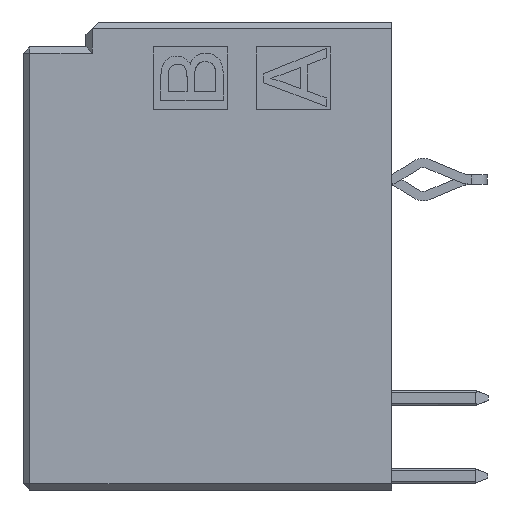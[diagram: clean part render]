
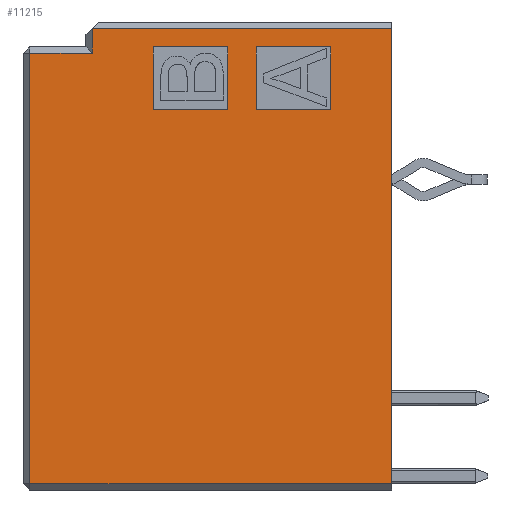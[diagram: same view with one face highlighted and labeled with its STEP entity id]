
A CAD part, left-side view. The second image highlights one B-rep face of the part: STEP entity #11215.
In plain terms, the highlighted planar face has unit normal (-1, 0, 0).
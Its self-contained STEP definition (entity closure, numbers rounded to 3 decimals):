
#616=CARTESIAN_POINT('',(-26.306,-1.473,8.704));
#617=VERTEX_POINT('',#616);
#646=CARTESIAN_POINT('',(-26.306,-3.473,9.504));
#647=VERTEX_POINT('',#646);
#655=CARTESIAN_POINT('',(-26.306,-3.473,8.704));
#656=VERTEX_POINT('',#655);
#663=CARTESIAN_POINT('',(-26.306,-3.473,8.704));
#664=DIRECTION('',(0.,0.,1.));
#665=VECTOR('',#664,0.8);
#666=LINE('',#663,#665);
#667=EDGE_CURVE('',#656,#647,#666,.T.);
#801=CARTESIAN_POINT('',(-26.306,-7.823,6.904));
#802=VERTEX_POINT('',#801);
#803=CARTESIAN_POINT('',(-26.306,-7.823,8.904));
#804=VERTEX_POINT('',#803);
#805=CARTESIAN_POINT('',(-26.306,-7.823,6.904));
#806=DIRECTION('',(0.,0.,1.));
#807=VECTOR('',#806,2.);
#808=LINE('',#805,#807);
#809=EDGE_CURVE('',#802,#804,#808,.T.);
#841=CARTESIAN_POINT('',(-26.306,-8.723,8.904));
#842=VERTEX_POINT('',#841);
#843=CARTESIAN_POINT('',(-26.306,-8.723,6.904));
#844=VERTEX_POINT('',#843);
#845=CARTESIAN_POINT('',(-26.306,-8.723,8.904));
#846=DIRECTION('',(0.,0.,-1.));
#847=VECTOR('',#846,2.);
#848=LINE('',#845,#847);
#849=EDGE_CURVE('',#842,#844,#848,.T.);
#881=CARTESIAN_POINT('',(-26.306,-11.123,6.904));
#882=VERTEX_POINT('',#881);
#883=CARTESIAN_POINT('',(-26.306,-11.123,8.904));
#884=VERTEX_POINT('',#883);
#885=CARTESIAN_POINT('',(-26.306,-11.123,6.904));
#886=DIRECTION('',(0.,0.,1.));
#887=VECTOR('',#886,2.);
#888=LINE('',#885,#887);
#889=EDGE_CURVE('',#882,#884,#888,.T.);
#923=CARTESIAN_POINT('',(-26.306,-1.473,-5.096));
#924=VERTEX_POINT('',#923);
#1548=CARTESIAN_POINT('',(-26.306,-1.473,8.704));
#1549=DIRECTION('',(0.,-1.,0.));
#1550=VECTOR('',#1549,2.);
#1551=LINE('',#1548,#1550);
#1552=EDGE_CURVE('',#617,#656,#1551,.T.);
#7743=CARTESIAN_POINT('',(-26.306,-5.423,8.904));
#7744=VERTEX_POINT('',#7743);
#7751=CARTESIAN_POINT('',(-26.306,-5.423,6.904));
#7752=VERTEX_POINT('',#7751);
#7753=CARTESIAN_POINT('',(-26.306,-5.423,8.904));
#7754=DIRECTION('',(0.,0.,-1.));
#7755=VECTOR('',#7754,2.);
#7756=LINE('',#7753,#7755);
#7757=EDGE_CURVE('',#7744,#7752,#7756,.T.);
#7789=CARTESIAN_POINT('',(-26.306,-8.723,6.904));
#7790=DIRECTION('',(0.,-1.,0.));
#7791=VECTOR('',#7790,2.4);
#7792=LINE('',#7789,#7791);
#7793=EDGE_CURVE('',#844,#882,#7792,.T.);
#7804=CARTESIAN_POINT('',(-26.306,-11.123,8.904));
#7805=DIRECTION('',(0.,1.,0.));
#7806=VECTOR('',#7805,2.4);
#7807=LINE('',#7804,#7806);
#7808=EDGE_CURVE('',#884,#842,#7807,.T.);
#7926=CARTESIAN_POINT('',(-26.306,-5.423,6.904));
#7927=DIRECTION('',(0.,-1.,0.));
#7928=VECTOR('',#7927,2.4);
#7929=LINE('',#7926,#7928);
#7930=EDGE_CURVE('',#7752,#802,#7929,.T.);
#7948=CARTESIAN_POINT('',(-26.306,-7.823,8.904));
#7949=DIRECTION('',(0.,1.,0.));
#7950=VECTOR('',#7949,2.4);
#7951=LINE('',#7948,#7950);
#7952=EDGE_CURVE('',#804,#7744,#7951,.T.);
#8032=CARTESIAN_POINT('',(-26.306,-1.473,-5.096));
#8033=DIRECTION('',(0.,0.,1.));
#8034=VECTOR('',#8033,13.8);
#8035=LINE('',#8032,#8034);
#8036=EDGE_CURVE('',#924,#617,#8035,.T.);
#8840=CARTESIAN_POINT('',(-26.306,-13.073,-5.096));
#8841=VERTEX_POINT('',#8840);
#8848=CARTESIAN_POINT('',(-26.306,-13.073,-5.096));
#8849=DIRECTION('',(0.,1.,0.));
#8850=VECTOR('',#8849,11.6);
#8851=LINE('',#8848,#8850);
#8852=EDGE_CURVE('',#8841,#924,#8851,.T.);
#11160=CARTESIAN_POINT('',(-26.306,-13.073,9.504));
#11161=VERTEX_POINT('',#11160);
#11162=CARTESIAN_POINT('',(-26.306,-3.473,9.504));
#11163=DIRECTION('',(0.,-1.,0.));
#11164=VECTOR('',#11163,9.6);
#11165=LINE('',#11162,#11164);
#11166=EDGE_CURVE('',#647,#11161,#11165,.T.);
#11185=CARTESIAN_POINT('',(-26.306,-9.585,4.866));
#11186=DIRECTION('',(0.,-1.,0.));
#11187=DIRECTION('',(-1.,0.,0.));
#11188=AXIS2_PLACEMENT_3D('',#11185,#11187,#11186);
#11189=PLANE('',#11188);
#11190=ORIENTED_EDGE('',*,*,#1552,.F.);
#11191=ORIENTED_EDGE('',*,*,#8036,.F.);
#11192=ORIENTED_EDGE('',*,*,#8852,.F.);
#11193=CARTESIAN_POINT('',(-26.306,-13.073,-5.096));
#11194=DIRECTION('',(0.,0.,1.));
#11195=VECTOR('',#11194,14.6);
#11196=LINE('',#11193,#11195);
#11197=EDGE_CURVE('',#8841,#11161,#11196,.T.);
#11198=ORIENTED_EDGE('',*,*,#11197,.T.);
#11199=ORIENTED_EDGE('',*,*,#11166,.F.);
#11200=ORIENTED_EDGE('',*,*,#667,.F.);
#11201=EDGE_LOOP('',(#11190,#11191,#11192,#11198,#11199,#11200));
#11202=FACE_OUTER_BOUND('',#11201,.T.);
#11203=ORIENTED_EDGE('',*,*,#7808,.F.);
#11204=ORIENTED_EDGE('',*,*,#889,.F.);
#11205=ORIENTED_EDGE('',*,*,#7793,.F.);
#11206=ORIENTED_EDGE('',*,*,#849,.F.);
#11207=EDGE_LOOP('',(#11203,#11204,#11205,#11206));
#11208=FACE_BOUND('',#11207,.T.);
#11209=ORIENTED_EDGE('',*,*,#7952,.F.);
#11210=ORIENTED_EDGE('',*,*,#809,.F.);
#11211=ORIENTED_EDGE('',*,*,#7930,.F.);
#11212=ORIENTED_EDGE('',*,*,#7757,.F.);
#11213=EDGE_LOOP('',(#11209,#11210,#11211,#11212));
#11214=FACE_BOUND('',#11213,.T.);
#11215=ADVANCED_FACE('',(#11202,#11208,#11214),#11189,.T.);
